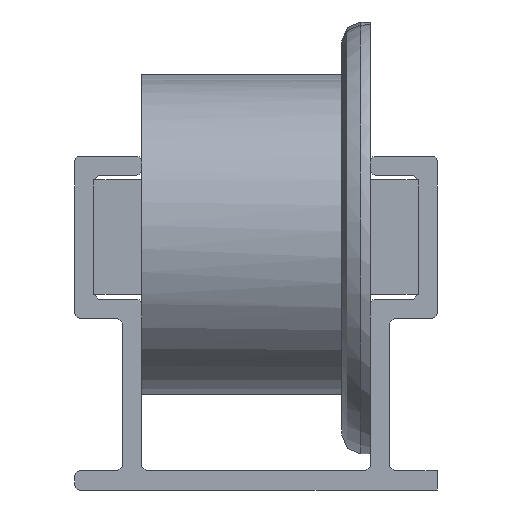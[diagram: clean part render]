
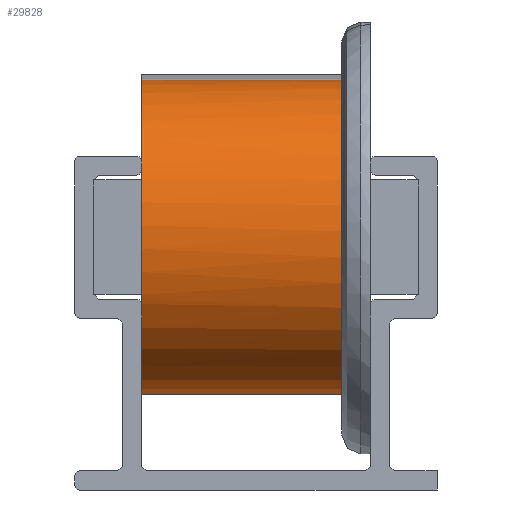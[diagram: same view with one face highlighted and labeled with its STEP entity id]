
A CAD part, left-side view. The second image highlights one B-rep face of the part: STEP entity #29828.
In plain terms, the highlighted cylindrical face has radius 16.5 mm (diameter 33 mm), a full revolution.
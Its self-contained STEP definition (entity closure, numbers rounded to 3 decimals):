
#28234=CARTESIAN_POINT('',(48.075,12.,19.5));
#28235=VERTEX_POINT('',#28234);
#28242=CARTESIAN_POINT('',(18.192,12.,19.5));
#28243=VERTEX_POINT('',#28242);
#28244=CARTESIAN_POINT('',(33.133,12.,26.5));
#28245=DIRECTION('',(0.0,1.0,0.0));
#28246=DIRECTION('',(-1.0,0.0,0.0));
#28247=AXIS2_PLACEMENT_3D('',#28244,#28245,#28246);
#28248=CIRCLE('',#28247,16.5);
#28249=EDGE_CURVE('',#28235,#28243,#28248,.T.);
#29522=CARTESIAN_POINT('',(49.633,-9.0,26.5));
#29523=VERTEX_POINT('',#29522);
#29524=CARTESIAN_POINT('',(33.133,-9.0,26.5));
#29525=DIRECTION('',(0.0,-1.0,0.0));
#29526=DIRECTION('',(-1.0,0.0,0.0));
#29527=AXIS2_PLACEMENT_3D('',#29524,#29525,#29526);
#29528=CIRCLE('',#29527,16.5);
#29529=EDGE_CURVE('',#29523,#29523,#29528,.T.);
#29684=CARTESIAN_POINT('',(18.702,12.,34.5));
#29685=VERTEX_POINT('',#29684);
#29686=CARTESIAN_POINT('',(47.564,12.,34.5));
#29687=VERTEX_POINT('',#29686);
#29694=CARTESIAN_POINT('',(33.133,12.,26.5));
#29695=DIRECTION('',(0.0,1.0,0.0));
#29696=DIRECTION('',(-1.0,0.0,0.0));
#29697=AXIS2_PLACEMENT_3D('',#29694,#29695,#29696);
#29698=CIRCLE('',#29697,16.5);
#29699=EDGE_CURVE('',#29685,#29687,#29698,.T.);
#29709=CARTESIAN_POINT('',(48.504,12.,32.5));
#29710=VERTEX_POINT('',#29709);
#29711=CARTESIAN_POINT('',(17.763,12.,32.5));
#29712=VERTEX_POINT('',#29711);
#29719=CARTESIAN_POINT('',(18.191,12.,33.5));
#29720=VERTEX_POINT('',#29719);
#29721=CARTESIAN_POINT('',(33.133,12.,26.5));
#29722=DIRECTION('',(0.0,1.0,0.0));
#29723=DIRECTION('',(-1.0,0.0,0.0));
#29724=AXIS2_PLACEMENT_3D('',#29721,#29722,#29723);
#29725=CIRCLE('',#29724,16.5);
#29726=EDGE_CURVE('',#29712,#29720,#29725,.T.);
#29728=CARTESIAN_POINT('',(48.075,12.,33.5));
#29729=VERTEX_POINT('',#29728);
#29736=CARTESIAN_POINT('',(33.133,12.,26.5));
#29737=DIRECTION('',(0.0,1.0,0.0));
#29738=DIRECTION('',(-1.0,0.0,0.0));
#29739=AXIS2_PLACEMENT_3D('',#29736,#29737,#29738);
#29740=CIRCLE('',#29739,16.5);
#29741=EDGE_CURVE('',#29729,#29710,#29740,.T.);
#29751=CARTESIAN_POINT('',(17.763,12.,20.5));
#29752=VERTEX_POINT('',#29751);
#29753=CARTESIAN_POINT('',(48.503,12.,20.5));
#29754=VERTEX_POINT('',#29753);
#29761=CARTESIAN_POINT('',(33.133,12.,26.5));
#29762=DIRECTION('',(0.0,1.0,0.0));
#29763=DIRECTION('',(-1.0,0.0,0.0));
#29764=AXIS2_PLACEMENT_3D('',#29761,#29762,#29763);
#29765=CIRCLE('',#29764,16.5);
#29766=EDGE_CURVE('',#29754,#28235,#29765,.T.);
#29774=CARTESIAN_POINT('',(33.133,12.,26.5));
#29775=DIRECTION('',(0.0,1.0,0.0));
#29776=DIRECTION('',(-1.0,0.0,0.0));
#29777=AXIS2_PLACEMENT_3D('',#29774,#29775,#29776);
#29778=CIRCLE('',#29777,16.5);
#29779=EDGE_CURVE('',#28243,#29752,#29778,.T.);
#29784=CARTESIAN_POINT('',(33.133,12.,26.5));
#29785=DIRECTION('',(0.0,-1.0,0.0));
#29786=DIRECTION('',(-1.0,0.0,0.0));
#29787=AXIS2_PLACEMENT_3D('',#29784,#29785,#29786);
#29788=CYLINDRICAL_SURFACE('',#29787,16.5);
#29789=ORIENTED_EDGE('',*,*,#29529,.F.);
#29790=EDGE_LOOP('',(#29789));
#29791=FACE_OUTER_BOUND('',#29790,.T.);
#29792=CARTESIAN_POINT('',(33.133,12.,26.5));
#29793=DIRECTION('',(0.0,1.0,0.0));
#29794=DIRECTION('',(-1.0,0.0,0.0));
#29795=AXIS2_PLACEMENT_3D('',#29792,#29793,#29794);
#29796=CIRCLE('',#29795,16.5);
#29797=EDGE_CURVE('',#29710,#29754,#29796,.T.);
#29798=ORIENTED_EDGE('',*,*,#29797,.F.);
#29799=ORIENTED_EDGE('',*,*,#29741,.F.);
#29800=CARTESIAN_POINT('',(33.133,12.,26.5));
#29801=DIRECTION('',(0.0,1.0,0.0));
#29802=DIRECTION('',(-1.0,0.0,0.0));
#29803=AXIS2_PLACEMENT_3D('',#29800,#29801,#29802);
#29804=CIRCLE('',#29803,16.5);
#29805=EDGE_CURVE('',#29687,#29729,#29804,.T.);
#29806=ORIENTED_EDGE('',*,*,#29805,.F.);
#29807=ORIENTED_EDGE('',*,*,#29699,.F.);
#29808=CARTESIAN_POINT('',(33.133,12.,26.5));
#29809=DIRECTION('',(0.0,1.0,0.0));
#29810=DIRECTION('',(-1.0,0.0,0.0));
#29811=AXIS2_PLACEMENT_3D('',#29808,#29809,#29810);
#29812=CIRCLE('',#29811,16.5);
#29813=EDGE_CURVE('',#29720,#29685,#29812,.T.);
#29814=ORIENTED_EDGE('',*,*,#29813,.F.);
#29815=ORIENTED_EDGE('',*,*,#29726,.F.);
#29816=CARTESIAN_POINT('',(33.133,12.,26.5));
#29817=DIRECTION('',(0.0,1.0,0.0));
#29818=DIRECTION('',(-1.0,0.0,0.0));
#29819=AXIS2_PLACEMENT_3D('',#29816,#29817,#29818);
#29820=CIRCLE('',#29819,16.5);
#29821=EDGE_CURVE('',#29752,#29712,#29820,.T.);
#29822=ORIENTED_EDGE('',*,*,#29821,.F.);
#29823=ORIENTED_EDGE('',*,*,#29779,.F.);
#29824=ORIENTED_EDGE('',*,*,#28249,.F.);
#29825=ORIENTED_EDGE('',*,*,#29766,.F.);
#29826=EDGE_LOOP('',(#29798,#29799,#29806,#29807,#29814,#29815,#29822,#29823,#29824,#29825));
#29827=FACE_BOUND('',#29826,.T.);
#29828=ADVANCED_FACE('',(#29791,#29827),#29788,.T.);
